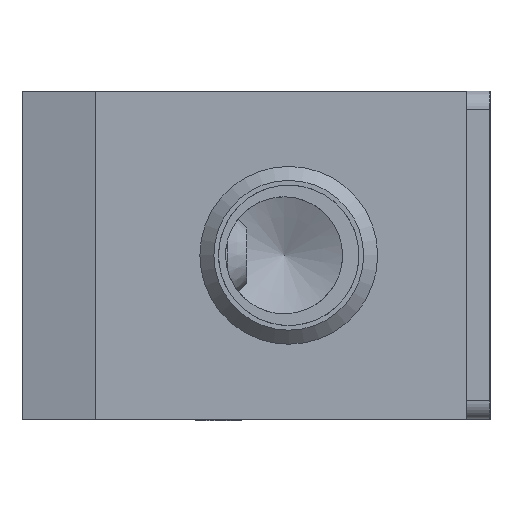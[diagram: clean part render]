
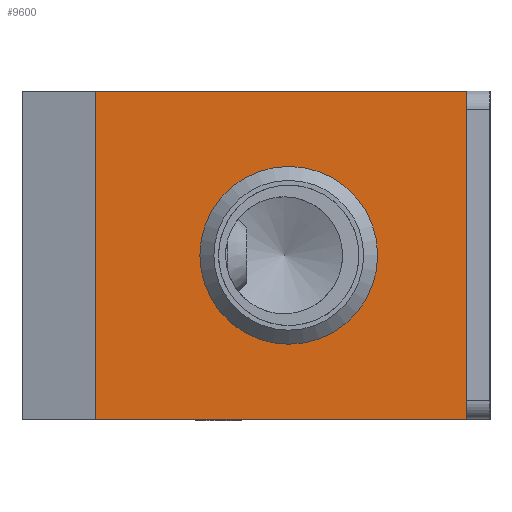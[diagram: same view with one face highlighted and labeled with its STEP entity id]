
A CAD part, left-side view. The second image highlights one B-rep face of the part: STEP entity #9600.
In plain terms, the highlighted planar face has unit normal (-1, 0, 0).
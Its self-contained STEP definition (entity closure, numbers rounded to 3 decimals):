
#241=FACE_BOUND('',#2639,.T.);
#712=CIRCLE('',#10545,9.5);
#2026=FACE_OUTER_BOUND('',#2638,.T.);
#2638=EDGE_LOOP('',(#8557,#8558,#8559,#8560));
#2639=EDGE_LOOP('',(#8561));
#2757=LINE('',#13452,#3374);
#2780=LINE('',#13516,#3397);
#3262=LINE('',#17569,#3879);
#3263=LINE('',#17570,#3880);
#3374=VECTOR('',#10776,39.7);
#3397=VECTOR('',#10819,39.7);
#3879=VECTOR('',#12969,35.1);
#3880=VECTOR('',#12970,35.1);
#4012=VERTEX_POINT('',#13449);
#4013=VERTEX_POINT('',#13451);
#4043=VERTEX_POINT('',#13513);
#4044=VERTEX_POINT('',#13515);
#4764=VERTEX_POINT('',#17563);
#4910=EDGE_CURVE('',#4012,#4013,#2757,.T.);
#4941=EDGE_CURVE('',#4043,#4044,#2780,.T.);
#6058=EDGE_CURVE('',#4764,#4764,#712,.T.);
#6060=EDGE_CURVE('',#4043,#4013,#3262,.T.);
#6061=EDGE_CURVE('',#4044,#4012,#3263,.T.);
#8557=ORIENTED_EDGE('',*,*,#4941,.F.);
#8558=ORIENTED_EDGE('',*,*,#6060,.T.);
#8559=ORIENTED_EDGE('',*,*,#4910,.F.);
#8560=ORIENTED_EDGE('',*,*,#6061,.F.);
#8561=ORIENTED_EDGE('',*,*,#6058,.T.);
#9076=PLANE('',#10548);
#9600=ADVANCED_FACE('',(#2026,#241),#9076,.F.);
#10545=AXIS2_PLACEMENT_3D('',#17564,#12960,#12961);
#10548=AXIS2_PLACEMENT_3D('',#17568,#12967,#12968);
#10776=DIRECTION('',(0.,1.,0.));
#10819=DIRECTION('',(0.,-1.,0.));
#12960=DIRECTION('center_axis',(1.,0.,0.));
#12961=DIRECTION('ref_axis',(0.,0.,1.));
#12967=DIRECTION('center_axis',(1.,0.,0.));
#12968=DIRECTION('ref_axis',(0.,0.,-1.));
#12969=DIRECTION('',(0.,0.,-1.));
#12970=DIRECTION('',(0.,0.,-1.));
#13449=CARTESIAN_POINT('',(13.,2.5,-35.1));
#13451=CARTESIAN_POINT('',(13.,42.2,-35.1));
#13452=CARTESIAN_POINT('',(13.,13.75,-35.1));
#13513=CARTESIAN_POINT('',(13.,42.2,0.));
#13515=CARTESIAN_POINT('',(13.,2.5,0.));
#13516=CARTESIAN_POINT('',(13.,13.75,0.));
#17563=CARTESIAN_POINT('',(13.,21.5,-8.05));
#17564=CARTESIAN_POINT('Origin',(13.,21.5,-17.55));
#17568=CARTESIAN_POINT('Origin',(13.,2.5,0.));
#17569=CARTESIAN_POINT('',(13.,42.2,0.));
#17570=CARTESIAN_POINT('',(13.,2.5,0.));
